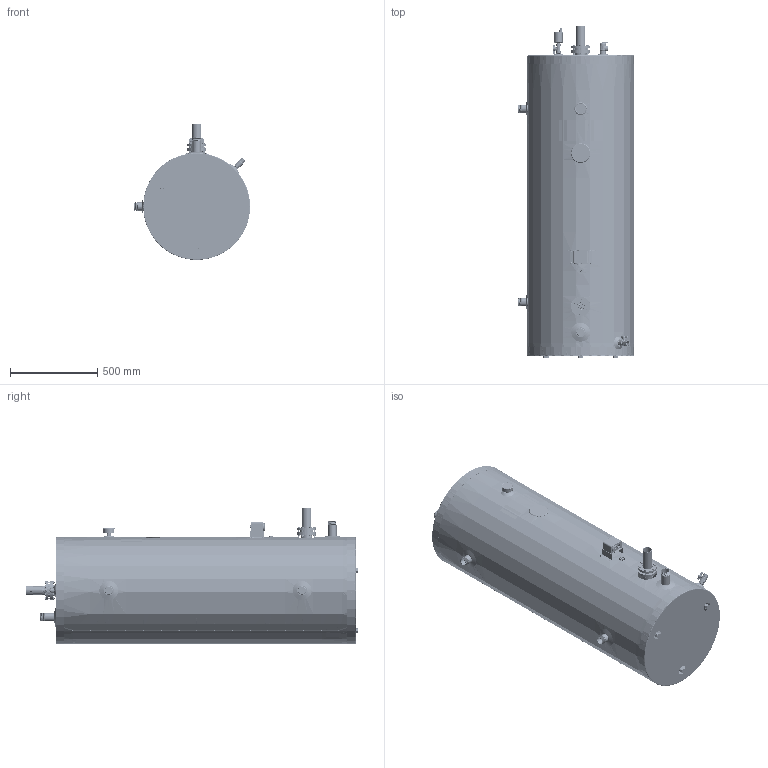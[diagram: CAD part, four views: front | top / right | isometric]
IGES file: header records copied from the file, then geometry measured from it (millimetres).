
Start section: SolidWorks IGES file using analytic representation for surfaces
Global section: file name: TURBOMAX 80-5A-150.IGS; native system: SolidWorks 2023; preprocessor: SolidWorks 2023; author: Luc; date: 230214.131306; units: inch
Bounding box: 664.48 x 1897.18 x 776.87 mm (x, y, z)
Volume: 4640823.7 mm3; surface area: 9401533.2 mm2
Topology: 122 solids, 122 shells, 5242 faces, 12545 edges, 7663 vertices
Faces by surface type: revolution 4066, plane 872, bspline 304
